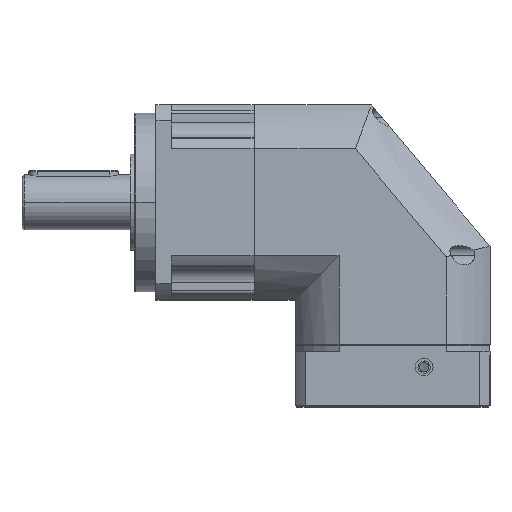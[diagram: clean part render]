
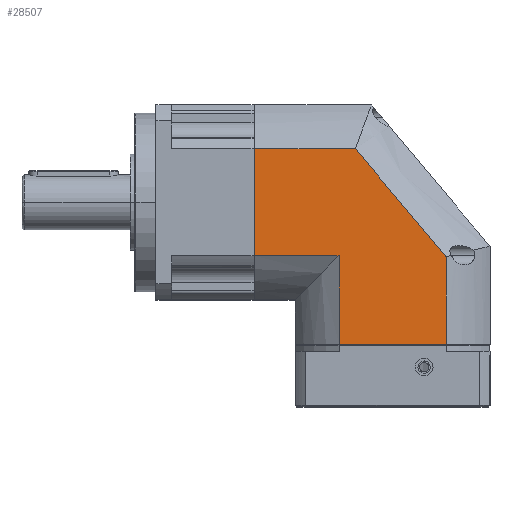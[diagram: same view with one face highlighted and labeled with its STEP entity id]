
A CAD part, top view. The second image highlights one B-rep face of the part: STEP entity #28507.
In plain terms, the highlighted planar face has unit normal (0, 0, 1).
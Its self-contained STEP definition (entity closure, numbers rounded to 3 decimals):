
#58 = DIRECTION ( 'NONE',  ( 1., 0., 0. ) ) ;
#238 = EDGE_CURVE ( 'NONE', #540, #10484, #16670, .T. ) ;
#407 = LINE ( 'NONE', #10224, #29629 ) ;
#540 = VERTEX_POINT ( 'NONE', #2413 ) ;
#2007 = CARTESIAN_POINT ( 'NONE',  ( -24.287, 0., 142. ) ) ;
#2413 = CARTESIAN_POINT ( 'NONE',  ( 53.644, -22.163, 142. ) ) ;
#2541 = ORIENTED_EDGE ( 'NONE', *, *, #3199, .T. ) ;
#2977 = DIRECTION ( 'NONE',  ( 1., 0., 0. ) ) ;
#2989 = EDGE_CURVE ( 'NONE', #29026, #11758, #407, .T. ) ;
#3199 = EDGE_CURVE ( 'NONE', #9311, #12052, #29605, .T. ) ;
#3571 = LINE ( 'NONE', #18213, #20819 ) ;
#4656 = ORIENTED_EDGE ( 'NONE', *, *, #17161, .F. ) ;
#4957 = ORIENTED_EDGE ( 'NONE', *, *, #7010, .T. ) ;
#5388 = CARTESIAN_POINT ( 'NONE',  ( 0., -21.487, 142. ) ) ;
#5978 = VECTOR ( 'NONE', #24922, 1000. ) ;
#6032 = FACE_OUTER_BOUND ( 'NONE', #17734, .T. ) ;
#7010 = EDGE_CURVE ( 'NONE', #12052, #25201, #25120, .T. ) ;
#7296 = CARTESIAN_POINT ( 'NONE',  ( 53.687, -22.153, 142. ) ) ;
#7772 = ORIENTED_EDGE ( 'NONE', *, *, #9033, .T. ) ;
#8739 = DIRECTION ( 'NONE',  ( 1., 0., 0. ) ) ;
#9033 = EDGE_CURVE ( 'NONE', #10484, #9311, #12096, .T. ) ;
#9129 = CARTESIAN_POINT ( 'NONE',  ( 53.644, -22.163, 142. ) ) ;
#9162 = DIRECTION ( 'NONE',  ( -0.643, 0.766, 0. ) ) ;
#9311 = VERTEX_POINT ( 'NONE', #17700 ) ;
#9449 = CARTESIAN_POINT ( 'NONE',  ( 69.672, -18.315, 142. ) ) ;
#9522 = LINE ( 'NONE', #9449, #21174 ) ;
#9615 = ORIENTED_EDGE ( 'NONE', *, *, #12369, .T. ) ;
#10115 = DIRECTION ( 'NONE',  ( 0., 1., 0. ) ) ;
#10224 = CARTESIAN_POINT ( 'NONE',  ( 53.687, 0., 142. ) ) ;
#10469 = VECTOR ( 'NONE', #9162, 1000. ) ;
#10484 = VERTEX_POINT ( 'NONE', #18656 ) ;
#11758 = VERTEX_POINT ( 'NONE', #7296 ) ;
#12052 = VERTEX_POINT ( 'NONE', #17024 ) ;
#12096 = LINE ( 'NONE', #12326, #22937 ) ;
#12326 = CARTESIAN_POINT ( 'NONE',  ( 0., 56.487, 142. ) ) ;
#12369 = EDGE_CURVE ( 'NONE', #25201, #28552, #14795, .T. ) ;
#12916 = VECTOR ( 'NONE', #2977, 1000. ) ;
#13552 = EDGE_CURVE ( 'NONE', #28552, #29026, #3571, .T. ) ;
#13764 = CARTESIAN_POINT ( 'NONE',  ( 53.687, -86., 142. ) ) ;
#14208 = PLANE ( 'NONE',  #28664 ) ;
#14299 = DIRECTION ( 'NONE',  ( 0., 0., 1. ) ) ;
#14700 = DIRECTION ( 'NONE',  ( -1., 0., 0. ) ) ;
#14795 = LINE ( 'NONE', #2007, #20902 ) ;
#15677 = ORIENTED_EDGE ( 'NONE', *, *, #238, .T. ) ;
#16177 = DIRECTION ( 'NONE',  ( 0., -1., 0. ) ) ;
#16670 = LINE ( 'NONE', #9129, #10469 ) ;
#17024 = CARTESIAN_POINT ( 'NONE',  ( -85.7, -21.487, 142. ) ) ;
#17161 = EDGE_CURVE ( 'NONE', #540, #11758, #9522, .T. ) ;
#17700 = CARTESIAN_POINT ( 'NONE',  ( -85.7, 56.487, 142. ) ) ;
#17734 = EDGE_LOOP ( 'NONE', ( #4957, #9615, #25715, #24469, #4656, #15677, #7772, #2541 ) ) ;
#18213 = CARTESIAN_POINT ( 'NONE',  ( 0., -86., 142. ) ) ;
#18656 = CARTESIAN_POINT ( 'NONE',  ( -12.352, 56.487, 142. ) ) ;
#20819 = VECTOR ( 'NONE', #8739, 1000. ) ;
#20902 = VECTOR ( 'NONE', #16177, 1000. ) ;
#21174 = VECTOR ( 'NONE', #23248, 1000. ) ;
#22937 = VECTOR ( 'NONE', #14700, 1000. ) ;
#23248 = DIRECTION ( 'NONE',  ( 0.972, 0.233, 0. ) ) ;
#23812 = CARTESIAN_POINT ( 'NONE',  ( -85.7, 0., 142. ) ) ;
#24469 = ORIENTED_EDGE ( 'NONE', *, *, #2989, .T. ) ;
#24922 = DIRECTION ( 'NONE',  ( 0., -1., 0. ) ) ;
#25120 = LINE ( 'NONE', #5388, #12916 ) ;
#25201 = VERTEX_POINT ( 'NONE', #29845 ) ;
#25715 = ORIENTED_EDGE ( 'NONE', *, *, #13552, .T. ) ;
#25850 = CARTESIAN_POINT ( 'NONE',  ( -24.287, -86., 142. ) ) ;
#27815 = CARTESIAN_POINT ( 'NONE',  ( 0., 0., 142. ) ) ;
#28507 = ADVANCED_FACE ( 'NONE', ( #6032 ), #14208, .T. ) ;
#28552 = VERTEX_POINT ( 'NONE', #25850 ) ;
#28664 = AXIS2_PLACEMENT_3D ( 'NONE', #27815, #14299, #58 ) ;
#29026 = VERTEX_POINT ( 'NONE', #13764 ) ;
#29605 = LINE ( 'NONE', #23812, #5978 ) ;
#29629 = VECTOR ( 'NONE', #10115, 1000. ) ;
#29845 = CARTESIAN_POINT ( 'NONE',  ( -24.287, -21.487, 142. ) ) ;
